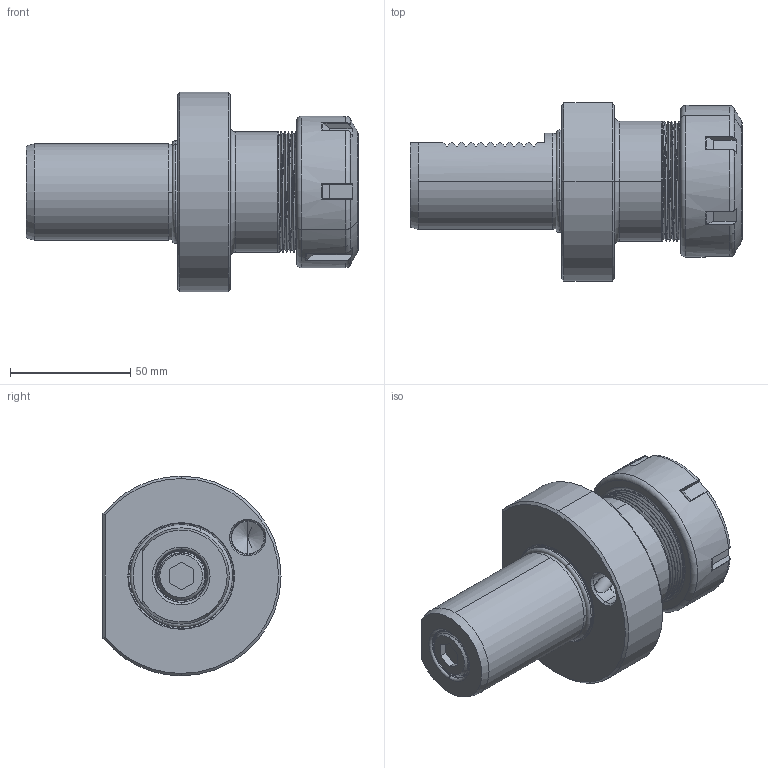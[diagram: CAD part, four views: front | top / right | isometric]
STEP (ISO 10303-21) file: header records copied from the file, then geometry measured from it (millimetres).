
FILE_DESCRIPTION (( 'STEP AP203' ), '1' );
FILE_NAME ('409.02.26.STEP', '2016-11-26T07:08:25', ( '' ), ( '' ), 'SwSTEP 2.0', 'SolidWorks 2012', '' );
FILE_SCHEMA (( 'CONFIG_CONTROL_DESIGN' ));
Length unit declared in the file: millimetre
Products named in the file (6): 409.02.26; 2-01.100.0400260C7_ER40螺帽(六溝); 管螺文螺絲; O型環38.7; 管螺文螺絲1分之2; VDI40       ER40
Assembly tree (5 placements, depth 2):
  409.02.26
    VDI40       ER40
    O型環38.7
    管螺文螺絲
    管螺文螺絲1分之2
    2-01.100.0400260C7_ER40螺帽(六溝)
Bounding box: 138 x 74 x 83 mm (x, y, z)
Volume: 237768.9 mm3; surface area: 60388.3 mm2
Topology: 5 solids, 5 shells, 414 faces, 1106 edges, 702 vertices
Faces by surface type: cylinder 108, plane 108, cone 93, bspline 56, torus 48, sphere 1
Entity records: 45786 total; most frequent: CARTESIAN_POINT 35989, ORIENTED_EDGE 2204, DIRECTION 1557, EDGE_CURVE 1102, VERTEX_POINT 702, AXIS2_PLACEMENT_3D 598, EDGE_LOOP 428, FACE_OUTER_BOUND 414
